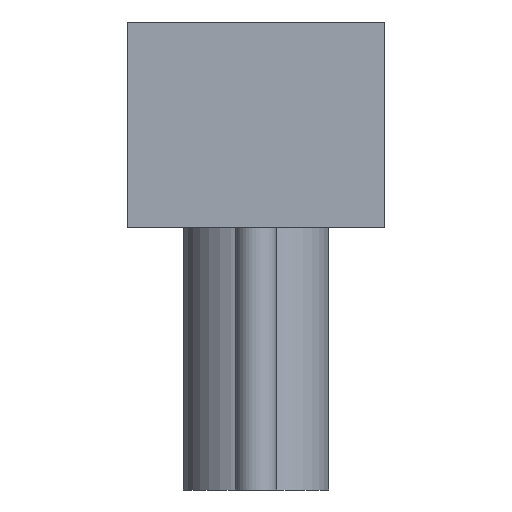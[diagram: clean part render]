
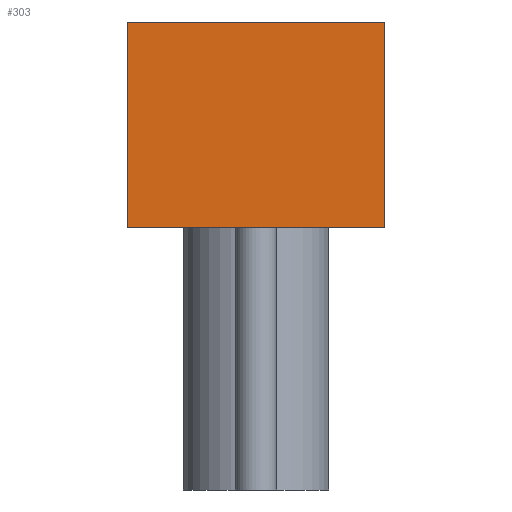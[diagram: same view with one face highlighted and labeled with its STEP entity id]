
A CAD part, left-side view. The second image highlights one B-rep face of the part: STEP entity #303.
In plain terms, the highlighted planar face has unit normal (-1, 0, 0).
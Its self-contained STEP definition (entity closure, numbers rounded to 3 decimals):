
#40 = EDGE_CURVE('',#41,#43,#45,.T.);
#41 = VERTEX_POINT('',#42);
#42 = CARTESIAN_POINT('',(0.,2.5,0.));
#43 = VERTEX_POINT('',#44);
#44 = CARTESIAN_POINT('',(0.,2.5,4.));
#45 = SURFACE_CURVE('',#46,(#50,#62),.PCURVE_S1.);
#46 = LINE('',#47,#48);
#47 = CARTESIAN_POINT('',(0.,2.5,0.));
#48 = VECTOR('',#49,1.);
#49 = DIRECTION('',(0.,0.,1.));
#50 = PCURVE('',#51,#56);
#51 = PLANE('',#52);
#52 = AXIS2_PLACEMENT_3D('',#53,#54,#55);
#53 = CARTESIAN_POINT('',(0.,2.5,0.));
#54 = DIRECTION('',(0.,1.,0.));
#55 = DIRECTION('',(1.,0.,0.));
#56 = DEFINITIONAL_REPRESENTATION('',(#57),#61);
#57 = LINE('',#58,#59);
#58 = CARTESIAN_POINT('',(0.,0.));
#59 = VECTOR('',#60,1.);
#60 = DIRECTION('',(0.,-1.));
#61 = ( GEOMETRIC_REPRESENTATION_CONTEXT(2) 
PARAMETRIC_REPRESENTATION_CONTEXT() REPRESENTATION_CONTEXT('2D SPACE',''
  ) );
#62 = PCURVE('',#63,#68);
#63 = PLANE('',#64);
#64 = AXIS2_PLACEMENT_3D('',#65,#66,#67);
#65 = CARTESIAN_POINT('',(0.,-2.5,0.));
#66 = DIRECTION('',(-1.,0.,0.));
#67 = DIRECTION('',(0.,1.,0.));
#68 = DEFINITIONAL_REPRESENTATION('',(#69),#73);
#69 = LINE('',#70,#71);
#70 = CARTESIAN_POINT('',(5.,0.));
#71 = VECTOR('',#72,1.);
#72 = DIRECTION('',(0.,-1.));
#73 = ( GEOMETRIC_REPRESENTATION_CONTEXT(2) 
PARAMETRIC_REPRESENTATION_CONTEXT() REPRESENTATION_CONTEXT('2D SPACE',''
  ) );
#91 = PLANE('',#92);
#92 = AXIS2_PLACEMENT_3D('',#93,#94,#95);
#93 = CARTESIAN_POINT('',(6.2,0.,4.));
#94 = DIRECTION('',(0.,0.,-1.));
#95 = DIRECTION('',(-1.,0.,0.));
#145 = PLANE('',#146);
#146 = AXIS2_PLACEMENT_3D('',#147,#148,#149);
#147 = CARTESIAN_POINT('',(6.2,0.,0.));
#148 = DIRECTION('',(0.,0.,-1.));
#149 = DIRECTION('',(-1.,0.,0.));
#200 = PLANE('',#201);
#201 = AXIS2_PLACEMENT_3D('',#202,#203,#204);
#202 = CARTESIAN_POINT('',(12.4,-2.5,0.));
#203 = DIRECTION('',(0.,-1.,0.));
#204 = DIRECTION('',(-1.,0.,0.));
#238 = VERTEX_POINT('',#239);
#239 = CARTESIAN_POINT('',(0.,-2.5,4.));
#260 = EDGE_CURVE('',#261,#238,#263,.T.);
#261 = VERTEX_POINT('',#262);
#262 = CARTESIAN_POINT('',(0.,-2.5,0.));
#263 = SURFACE_CURVE('',#264,(#268,#275),.PCURVE_S1.);
#264 = LINE('',#265,#266);
#265 = CARTESIAN_POINT('',(0.,-2.5,0.));
#266 = VECTOR('',#267,1.);
#267 = DIRECTION('',(0.,0.,1.));
#268 = PCURVE('',#200,#269);
#269 = DEFINITIONAL_REPRESENTATION('',(#270),#274);
#270 = LINE('',#271,#272);
#271 = CARTESIAN_POINT('',(12.4,0.));
#272 = VECTOR('',#273,1.);
#273 = DIRECTION('',(0.,-1.));
#274 = ( GEOMETRIC_REPRESENTATION_CONTEXT(2) 
PARAMETRIC_REPRESENTATION_CONTEXT() REPRESENTATION_CONTEXT('2D SPACE',''
  ) );
#275 = PCURVE('',#63,#276);
#276 = DEFINITIONAL_REPRESENTATION('',(#277),#281);
#277 = LINE('',#278,#279);
#278 = CARTESIAN_POINT('',(0.,0.));
#279 = VECTOR('',#280,1.);
#280 = DIRECTION('',(0.,-1.));
#281 = ( GEOMETRIC_REPRESENTATION_CONTEXT(2) 
PARAMETRIC_REPRESENTATION_CONTEXT() REPRESENTATION_CONTEXT('2D SPACE',''
  ) );
#303 = ADVANCED_FACE('',(#304),#63,.T.);
#304 = FACE_BOUND('',#305,.T.);
#305 = EDGE_LOOP('',(#306,#307,#328,#329));
#306 = ORIENTED_EDGE('',*,*,#260,.T.);
#307 = ORIENTED_EDGE('',*,*,#308,.T.);
#308 = EDGE_CURVE('',#238,#43,#309,.T.);
#309 = SURFACE_CURVE('',#310,(#314,#321),.PCURVE_S1.);
#310 = LINE('',#311,#312);
#311 = CARTESIAN_POINT('',(0.,-2.5,4.));
#312 = VECTOR('',#313,1.);
#313 = DIRECTION('',(0.,1.,0.));
#314 = PCURVE('',#63,#315);
#315 = DEFINITIONAL_REPRESENTATION('',(#316),#320);
#316 = LINE('',#317,#318);
#317 = CARTESIAN_POINT('',(0.,-4.));
#318 = VECTOR('',#319,1.);
#319 = DIRECTION('',(1.,0.));
#320 = ( GEOMETRIC_REPRESENTATION_CONTEXT(2) 
PARAMETRIC_REPRESENTATION_CONTEXT() REPRESENTATION_CONTEXT('2D SPACE',''
  ) );
#321 = PCURVE('',#91,#322);
#322 = DEFINITIONAL_REPRESENTATION('',(#323),#327);
#323 = LINE('',#324,#325);
#324 = CARTESIAN_POINT('',(6.2,-2.5));
#325 = VECTOR('',#326,1.);
#326 = DIRECTION('',(0.,1.));
#327 = ( GEOMETRIC_REPRESENTATION_CONTEXT(2) 
PARAMETRIC_REPRESENTATION_CONTEXT() REPRESENTATION_CONTEXT('2D SPACE',''
  ) );
#328 = ORIENTED_EDGE('',*,*,#40,.F.);
#329 = ORIENTED_EDGE('',*,*,#330,.F.);
#330 = EDGE_CURVE('',#261,#41,#331,.T.);
#331 = SURFACE_CURVE('',#332,(#336,#343),.PCURVE_S1.);
#332 = LINE('',#333,#334);
#333 = CARTESIAN_POINT('',(0.,-2.5,0.));
#334 = VECTOR('',#335,1.);
#335 = DIRECTION('',(0.,1.,0.));
#336 = PCURVE('',#63,#337);
#337 = DEFINITIONAL_REPRESENTATION('',(#338),#342);
#338 = LINE('',#339,#340);
#339 = CARTESIAN_POINT('',(0.,0.));
#340 = VECTOR('',#341,1.);
#341 = DIRECTION('',(1.,0.));
#342 = ( GEOMETRIC_REPRESENTATION_CONTEXT(2) 
PARAMETRIC_REPRESENTATION_CONTEXT() REPRESENTATION_CONTEXT('2D SPACE',''
  ) );
#343 = PCURVE('',#145,#344);
#344 = DEFINITIONAL_REPRESENTATION('',(#345),#349);
#345 = LINE('',#346,#347);
#346 = CARTESIAN_POINT('',(6.2,-2.5));
#347 = VECTOR('',#348,1.);
#348 = DIRECTION('',(0.,1.));
#349 = ( GEOMETRIC_REPRESENTATION_CONTEXT(2) 
PARAMETRIC_REPRESENTATION_CONTEXT() REPRESENTATION_CONTEXT('2D SPACE',''
  ) );
